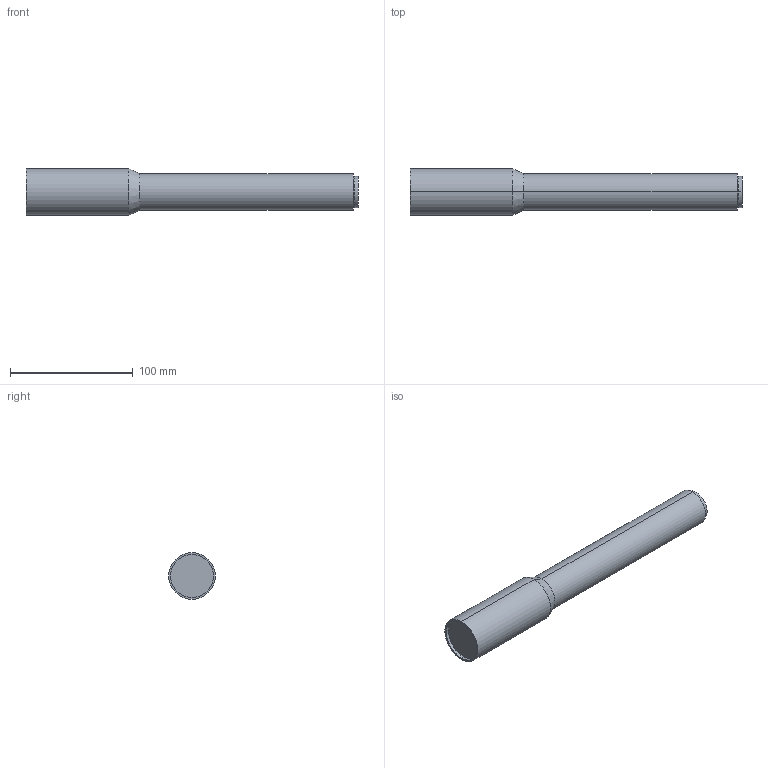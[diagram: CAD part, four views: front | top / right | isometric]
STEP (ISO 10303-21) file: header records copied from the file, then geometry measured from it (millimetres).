
FILE_DESCRIPTION (( 'STEP AP203' ), '1' );
FILE_NAME ('WH03-745A-120.STEP', '2020-06-17T05:41:32', ( 'Windows 蚚誧' ), ( '' ), 'SwSTEP 2.0', 'SolidWorks 2017', '' );
FILE_SCHEMA (( 'CONFIG_CONTROL_DESIGN' ));
Length unit declared in the file: millimetre
Products named in the file (1): WH03-745A-120
Bounding box: 270.9 x 38 x 38 mm (x, y, z)
Volume: 225944.8 mm3; surface area: 29977.9 mm2
Topology: 1 solids, 1 shells, 17 faces, 32 edges, 20 vertices
Faces by surface type: cylinder 10, plane 5, cone 2
Entity records: 511 total; most frequent: DIRECTION 88, CARTESIAN_POINT 70, ORIENTED_EDGE 64, AXIS2_PLACEMENT_3D 38, EDGE_CURVE 32, EDGE_LOOP 20, VERTEX_POINT 20, CIRCLE 20
